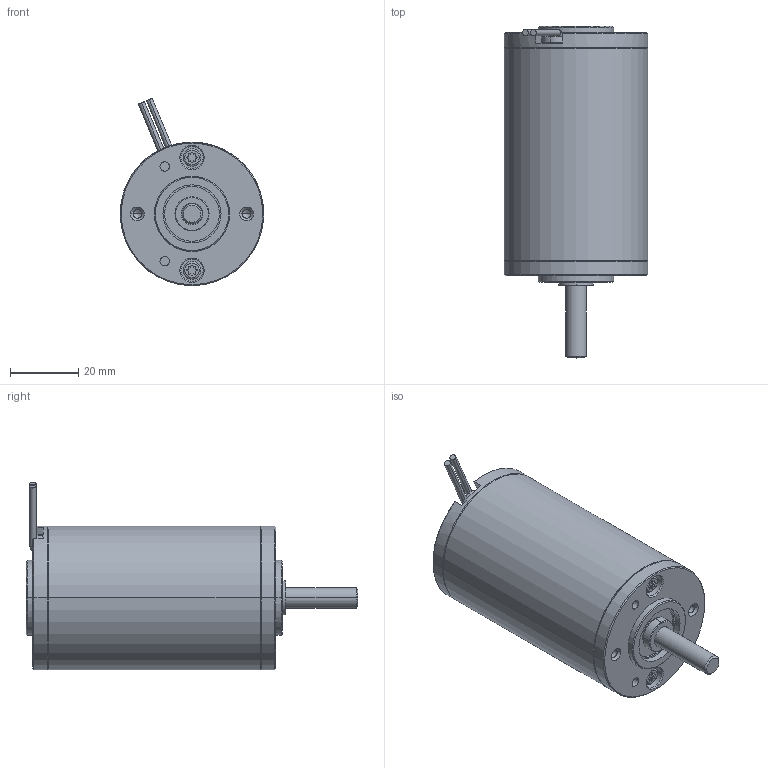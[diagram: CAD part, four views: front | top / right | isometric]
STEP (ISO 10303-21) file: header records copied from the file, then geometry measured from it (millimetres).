
FILE_DESCRIPTION((''),'2;1');
FILE_NAME('898100','2011-10-03T',('ALECMA1'),('CROUZET-AUTOMATISMES'),'PRO/ENGINEER BY PARAMETRIC TECHNOLOGY CORPORATION, 2009090','PRO/ENGINEER BY PARAMETRIC TECHNOLOGY CORPORATION, 2009090','');
FILE_SCHEMA(('CONFIG_CONTROL_DESIGN'));
Length unit declared in the file: millimetre
Products named in the file (1): 898100
Bounding box: 42 x 97.1 x 54.81 mm (x, y, z)
Volume: 35897 mm3; surface area: 27474.4 mm2
Topology: 1 solids, 3 shells, 375 faces, 863 edges, 538 vertices
Faces by surface type: cylinder 153, plane 135, cone 73, torus 14
Entity records: 10683 total; most frequent: DIRECTION 2008, CARTESIAN_POINT 1835, ORIENTED_EDGE 1702, EDGE_CURVE 851, AXIS2_PLACEMENT_3D 792, VERTEX_POINT 538, EDGE_LOOP 441, VECTOR 424
